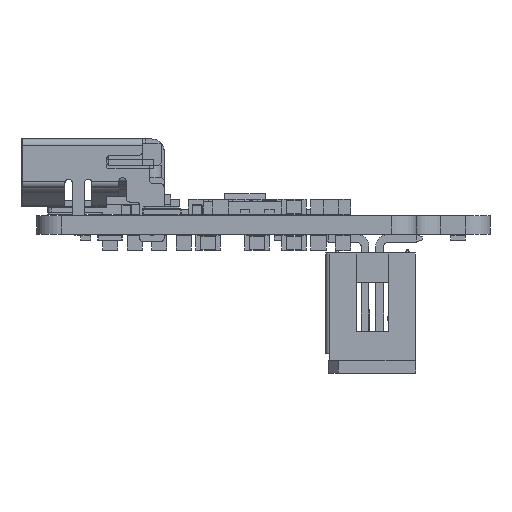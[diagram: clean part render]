
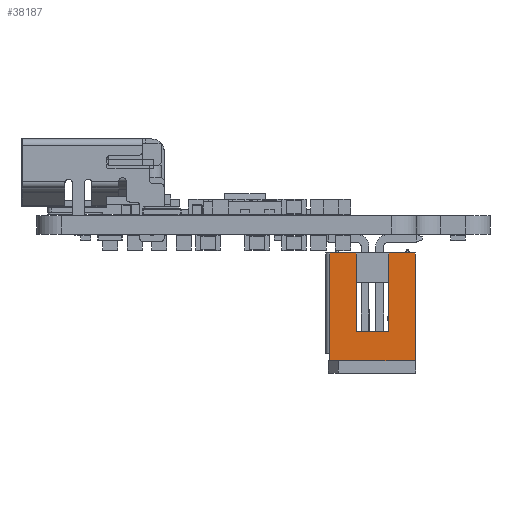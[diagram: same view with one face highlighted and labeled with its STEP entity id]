
A CAD part, left-side view. The second image highlights one B-rep face of the part: STEP entity #38187.
In plain terms, the highlighted free-form (B-spline) face has degree [1, 1] with [2, 2] control points.
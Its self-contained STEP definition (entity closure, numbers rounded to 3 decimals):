
#37688 = VERTEX_POINT('',#37689);
#37689 = CARTESIAN_POINT('',(13.97,3.5,-4.4));
#37694 = EDGE_CURVE('',#37695,#37688,#37697,.T.);
#37695 = VERTEX_POINT('',#37696);
#37696 = CARTESIAN_POINT('',(13.97,1.32,-4.4));
#37697 = B_SPLINE_CURVE_WITH_KNOTS('',1,(#37698,#37699),.UNSPECIFIED.,
  .F.,.F.,(2,2),(6.025,8.75),.PIECEWISE_BEZIER_KNOTS.);
#37698 = CARTESIAN_POINT('',(13.97,1.32,-4.4));
#37699 = CARTESIAN_POINT('',(13.97,3.5,-4.4));
#37716 = VERTEX_POINT('',#37717);
#37717 = CARTESIAN_POINT('',(13.97,-1.32,-4.4));
#37722 = EDGE_CURVE('',#37723,#37716,#37725,.T.);
#37723 = VERTEX_POINT('',#37724);
#37724 = CARTESIAN_POINT('',(13.97,-3.5,-4.4));
#37725 = B_SPLINE_CURVE_WITH_KNOTS('',1,(#37726,#37727),.UNSPECIFIED.,
  .F.,.F.,(2,2),(0.,2.725),.PIECEWISE_BEZIER_KNOTS.);
#37726 = CARTESIAN_POINT('',(13.97,-3.5,-4.4));
#37727 = CARTESIAN_POINT('',(13.97,-1.32,-4.4));
#38187 = ADVANCED_FACE('',(#38188),#38230,.T.);
#38188 = FACE_BOUND('',#38189,.T.);
#38189 = EDGE_LOOP('',(#38190,#38191,#38198,#38205,#38210,#38211,#38218,
    #38225));
#38190 = ORIENTED_EDGE('',*,*,#37722,.T.);
#38191 = ORIENTED_EDGE('',*,*,#38192,.F.);
#38192 = EDGE_CURVE('',#38193,#37716,#38195,.T.);
#38193 = VERTEX_POINT('',#38194);
#38194 = CARTESIAN_POINT('',(13.97,-1.32,2.));
#38195 = B_SPLINE_CURVE_WITH_KNOTS('',1,(#38196,#38197),.UNSPECIFIED.,
  .F.,.F.,(2,2),(0.,6.4),.PIECEWISE_BEZIER_KNOTS.);
#38196 = CARTESIAN_POINT('',(13.97,-1.32,2.));
#38197 = CARTESIAN_POINT('',(13.97,-1.32,-4.4));
#38198 = ORIENTED_EDGE('',*,*,#38199,.T.);
#38199 = EDGE_CURVE('',#38193,#38200,#38202,.T.);
#38200 = VERTEX_POINT('',#38201);
#38201 = CARTESIAN_POINT('',(13.97,1.32,2.));
#38202 = B_SPLINE_CURVE_WITH_KNOTS('',1,(#38203,#38204),.UNSPECIFIED.,
  .F.,.F.,(2,2),(0.,3.3),.PIECEWISE_BEZIER_KNOTS.);
#38203 = CARTESIAN_POINT('',(13.97,-1.32,2.));
#38204 = CARTESIAN_POINT('',(13.97,1.32,2.));
#38205 = ORIENTED_EDGE('',*,*,#38206,.T.);
#38206 = EDGE_CURVE('',#38200,#37695,#38207,.T.);
#38207 = B_SPLINE_CURVE_WITH_KNOTS('',1,(#38208,#38209),.UNSPECIFIED.,
  .F.,.F.,(2,2),(0.,6.4),.PIECEWISE_BEZIER_KNOTS.);
#38208 = CARTESIAN_POINT('',(13.97,1.32,2.));
#38209 = CARTESIAN_POINT('',(13.97,1.32,-4.4));
#38210 = ORIENTED_EDGE('',*,*,#37694,.T.);
#38211 = ORIENTED_EDGE('',*,*,#38212,.F.);
#38212 = EDGE_CURVE('',#38213,#37688,#38215,.T.);
#38213 = VERTEX_POINT('',#38214);
#38214 = CARTESIAN_POINT('',(13.97,3.5,4.4));
#38215 = B_SPLINE_CURVE_WITH_KNOTS('',1,(#38216,#38217),.UNSPECIFIED.,
  .F.,.F.,(2,2),(0.,8.8),.PIECEWISE_BEZIER_KNOTS.);
#38216 = CARTESIAN_POINT('',(13.97,3.5,4.4));
#38217 = CARTESIAN_POINT('',(13.97,3.5,-4.4));
#38218 = ORIENTED_EDGE('',*,*,#38219,.F.);
#38219 = EDGE_CURVE('',#38220,#38213,#38222,.T.);
#38220 = VERTEX_POINT('',#38221);
#38221 = CARTESIAN_POINT('',(13.97,-3.5,4.4));
#38222 = B_SPLINE_CURVE_WITH_KNOTS('',1,(#38223,#38224),.UNSPECIFIED.,
  .F.,.F.,(2,2),(0.,8.75),.PIECEWISE_BEZIER_KNOTS.);
#38223 = CARTESIAN_POINT('',(13.97,-3.5,4.4));
#38224 = CARTESIAN_POINT('',(13.97,3.5,4.4));
#38225 = ORIENTED_EDGE('',*,*,#38226,.T.);
#38226 = EDGE_CURVE('',#38220,#37723,#38227,.T.);
#38227 = B_SPLINE_CURVE_WITH_KNOTS('',1,(#38228,#38229),.UNSPECIFIED.,
  .F.,.F.,(2,2),(0.,8.8),.PIECEWISE_BEZIER_KNOTS.);
#38228 = CARTESIAN_POINT('',(13.97,-3.5,4.4));
#38229 = CARTESIAN_POINT('',(13.97,-3.5,-4.4));
#38230 = B_SPLINE_SURFACE_WITH_KNOTS('',1,1,(
    (#38231,#38232)
    ,(#38233,#38234
    )),.UNSPECIFIED.,.F.,.F.,.F.,(2,2),(2,2),(0.,8.8),(0.,8.75),
  .PIECEWISE_BEZIER_KNOTS.);
#38231 = CARTESIAN_POINT('',(13.97,-3.5,4.4));
#38232 = CARTESIAN_POINT('',(13.97,3.5,4.4));
#38233 = CARTESIAN_POINT('',(13.97,-3.5,-4.4));
#38234 = CARTESIAN_POINT('',(13.97,3.5,-4.4));
